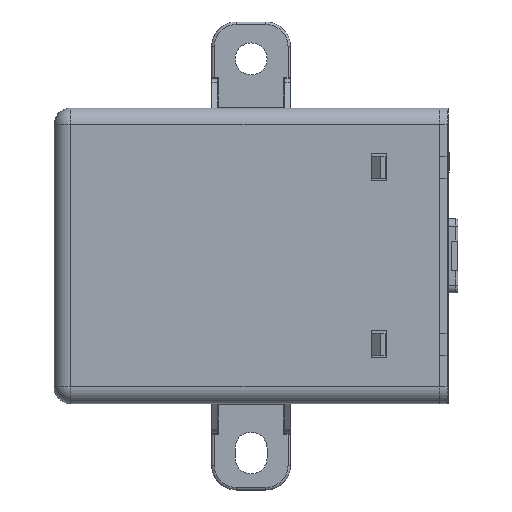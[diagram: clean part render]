
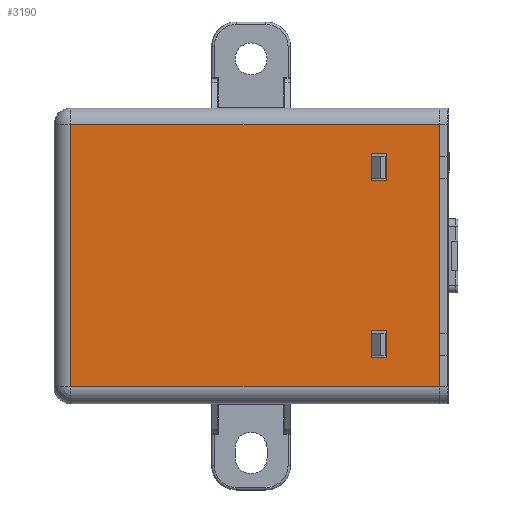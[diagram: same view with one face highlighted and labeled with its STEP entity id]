
A CAD part, top view. The second image highlights one B-rep face of the part: STEP entity #3190.
In plain terms, the highlighted planar face has unit normal (0, 0, 1).
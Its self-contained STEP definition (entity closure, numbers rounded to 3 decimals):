
#1985=FACE_BOUND('',#5978,.T.);
#1986=FACE_BOUND('',#5979,.T.);
#1987=FACE_BOUND('',#5980,.T.);
#3190=ADVANCED_FACE('KETI',(#1985,#1986,#1987),#4143,.F.);
#4143=PLANE('',#21844);
#5978=EDGE_LOOP('',(#8143,#8144,#8145,#8146));
#5979=EDGE_LOOP('',(#8147,#8148,#8149,#8150));
#5980=EDGE_LOOP('',(#8151,#8152,#8153,#8154));
#8143=ORIENTED_EDGE('',*,*,#14893,.F.);
#8144=ORIENTED_EDGE('',*,*,#14894,.F.);
#8145=ORIENTED_EDGE('',*,*,#14895,.F.);
#8146=ORIENTED_EDGE('',*,*,#14880,.T.);
#8147=ORIENTED_EDGE('',*,*,#14821,.F.);
#8148=ORIENTED_EDGE('',*,*,#14819,.T.);
#8149=ORIENTED_EDGE('',*,*,#14817,.T.);
#8150=ORIENTED_EDGE('',*,*,#14815,.F.);
#8151=ORIENTED_EDGE('',*,*,#14809,.T.);
#8152=ORIENTED_EDGE('',*,*,#14808,.F.);
#8153=ORIENTED_EDGE('',*,*,#14813,.F.);
#8154=ORIENTED_EDGE('',*,*,#14811,.T.);
#12828=VERTEX_POINT('',#29512);
#12829=VERTEX_POINT('',#29514);
#12830=VERTEX_POINT('',#29518);
#12831=VERTEX_POINT('',#29522);
#12832=VERTEX_POINT('',#29528);
#12833=VERTEX_POINT('',#29530);
#12834=VERTEX_POINT('',#29534);
#12835=VERTEX_POINT('',#29538);
#12867=VERTEX_POINT('',#29673);
#12868=VERTEX_POINT('',#29675);
#12872=VERTEX_POINT('',#29712);
#12873=VERTEX_POINT('',#29714);
#14808=EDGE_CURVE('LINE',#12829,#12828,#17453,.T.);
#14809=EDGE_CURVE('LINE',#12830,#12828,#17454,.T.);
#14811=EDGE_CURVE('LINE',#12831,#12830,#17456,.T.);
#14813=EDGE_CURVE('LINE',#12831,#12829,#17458,.T.);
#14815=EDGE_CURVE('LINE',#12832,#12833,#17460,.T.);
#14817=EDGE_CURVE('LINE',#12834,#12833,#17462,.T.);
#14819=EDGE_CURVE('LINE',#12835,#12834,#17464,.T.);
#14821=EDGE_CURVE('LINE',#12835,#12832,#17466,.T.);
#14880=EDGE_CURVE('LINE',#12868,#12867,#17514,.T.);
#14893=EDGE_CURVE('LINE',#12872,#12867,#17523,.T.);
#14894=EDGE_CURVE('LINE',#12873,#12872,#17524,.T.);
#14895=EDGE_CURVE('LINE',#12868,#12873,#17525,.T.);
#17453=LINE('',#29515,#19674);
#17454=LINE('',#29517,#19675);
#17456=LINE('',#29521,#19677);
#17458=LINE('',#29525,#19679);
#17460=LINE('',#29529,#19681);
#17462=LINE('',#29533,#19683);
#17464=LINE('',#29537,#19685);
#17466=LINE('',#29541,#19687);
#17514=LINE('',#29674,#19735);
#17523=LINE('',#29711,#19744);
#17524=LINE('',#29713,#19745);
#17525=LINE('',#29715,#19746);
#19674=VECTOR('',#24081,1.);
#19675=VECTOR('',#24084,1.);
#19677=VECTOR('',#24088,1.);
#19679=VECTOR('',#24092,1.);
#19681=VECTOR('',#24096,1.);
#19683=VECTOR('',#24100,1.);
#19685=VECTOR('',#24104,1.);
#19687=VECTOR('',#24108,1.);
#19735=VECTOR('',#24238,1.);
#19744=VECTOR('',#24265,1.);
#19745=VECTOR('',#24266,1.);
#19746=VECTOR('',#24267,1.);
#21844=AXIS2_PLACEMENT_3D('',#29716,#24268,#24269);
#24081=DIRECTION('',(-1.,0.,0.));
#24084=DIRECTION('',(0.,1.,0.));
#24088=DIRECTION('',(-1.,0.,0.));
#24092=DIRECTION('',(0.,1.,0.));
#24096=DIRECTION('',(-1.,0.,0.));
#24100=DIRECTION('',(0.,1.,0.));
#24104=DIRECTION('',(-1.,0.,0.));
#24108=DIRECTION('',(0.,1.,0.));
#24238=DIRECTION('',(0.,1.,0.));
#24265=DIRECTION('',(1.,0.,0.));
#24266=DIRECTION('',(0.,1.,0.));
#24267=DIRECTION('',(-1.,0.,0.));
#24268=DIRECTION('',(0.,0.,-1.));
#24269=DIRECTION('',(0.,-1.,0.));
#29512=CARTESIAN_POINT('',(-15.6,14.75,32.4));
#29514=CARTESIAN_POINT('',(-12.5,14.75,32.4));
#29515=CARTESIAN_POINT('',(-8.7,14.75,32.4));
#29517=CARTESIAN_POINT('',(-15.6,12.,32.4));
#29518=CARTESIAN_POINT('',(-15.6,9.25,32.4));
#29521=CARTESIAN_POINT('',(-8.7,9.25,32.4));
#29522=CARTESIAN_POINT('',(-12.5,9.25,32.4));
#29525=CARTESIAN_POINT('',(-12.5,30.,32.4));
#29528=CARTESIAN_POINT('',(-12.5,50.75,32.4));
#29529=CARTESIAN_POINT('',(-8.7,50.75,32.4));
#29530=CARTESIAN_POINT('',(-15.6,50.75,32.4));
#29533=CARTESIAN_POINT('',(-15.6,48.,32.4));
#29534=CARTESIAN_POINT('',(-15.6,45.25,32.4));
#29537=CARTESIAN_POINT('',(-8.7,45.25,32.4));
#29538=CARTESIAN_POINT('',(-12.5,45.25,32.4));
#29541=CARTESIAN_POINT('',(-12.5,30.,32.4));
#29673=CARTESIAN_POINT('',(-1.8,56.6,32.4));
#29674=CARTESIAN_POINT('',(-1.8,30.,32.4));
#29675=CARTESIAN_POINT('',(-1.8,3.4,32.4));
#29711=CARTESIAN_POINT('',(-39.2,56.6,32.4));
#29712=CARTESIAN_POINT('',(-76.6,56.6,32.4));
#29713=CARTESIAN_POINT('',(-76.6,30.,32.4));
#29714=CARTESIAN_POINT('',(-76.6,3.4,32.4));
#29715=CARTESIAN_POINT('',(-39.2,3.4,32.4));
#29716=CARTESIAN_POINT('',(-78.2,1.103,32.4));
